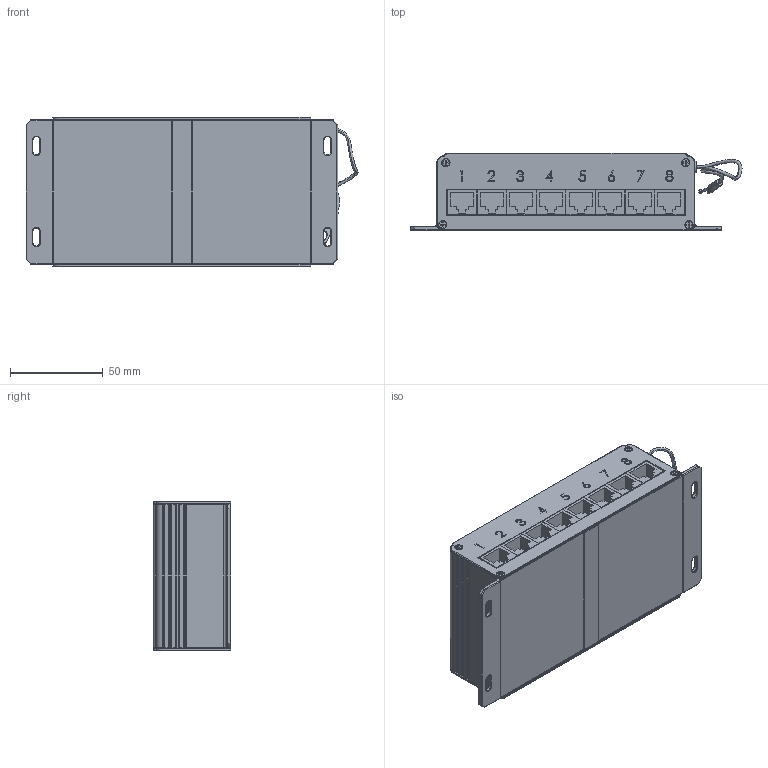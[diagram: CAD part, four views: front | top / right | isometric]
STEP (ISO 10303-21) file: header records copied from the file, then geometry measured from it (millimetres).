
FILE_DESCRIPTION (( 'STEP AP214' ), '1' );
FILE_NAME ('CMSP-CAT5-8.STEP', '2018-06-13T19:50:59', ( '' ), ( '' ), 'SwSTEP 2.0', 'SolidWorks 2017', '' );
FILE_SCHEMA (( 'AUTOMOTIVE_DESIGN' ));
Length unit declared in the file: inch
Products named in the file (7): CMSP-CAT5-8_Body; CMSP-CAT5-8_PanelScrew; CMSP-CAT5-8_FacePlate; CMSP-CAT5-8_GroundLug; CMSP-CAT5-8_GroundWire; CMSP-CAT5-8
Assembly tree (13 placements, depth 2):
  CMSP-CAT5-8
    CMSP-CAT5-8_Body
    CMSP-CAT5-8_FacePlate
    CMSP-CAT5-8_FacePlate
    CMSP-CAT5-8_PanelScrew  x8
    CMSP-CAT5-8_GroundWire
    CMSP-CAT5-8_GroundLug
Bounding box: 179.24 x 41.88 x 80.7 mm (x, y, z)
Volume: 112508.1 mm3; surface area: 115045.2 mm2
Topology: 29 solids, 29 shells, 1877 faces, 4407 edges, 2592 vertices
Faces by surface type: plane 712, cone 532, cylinder 312, bspline 169, torus 136, sphere 16
Entity records: 53351 total; most frequent: CARTESIAN_POINT 17381, ORIENTED_EDGE 6330, DIRECTION 5689, EDGE_CURVE 3165, LINE 2013, VECTOR 2013, VERTEX_POINT 1948, AXIS2_PLACEMENT_3D 1838
